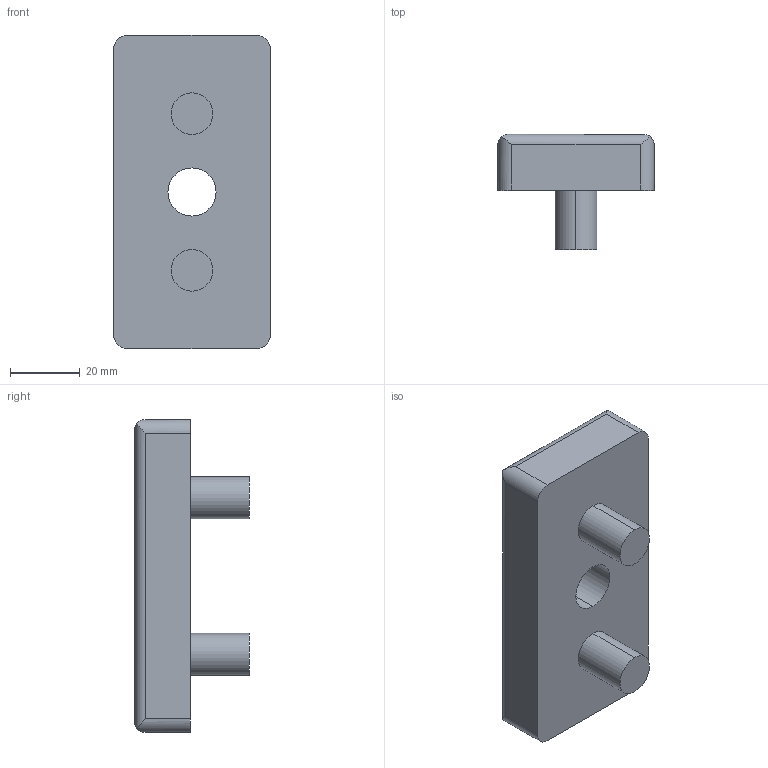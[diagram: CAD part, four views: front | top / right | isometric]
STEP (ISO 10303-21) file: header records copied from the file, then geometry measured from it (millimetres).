
FILE_DESCRIPTION (( 'STEP AP214' ), '1' );
FILE_NAME ('-6431130', '2019-02-04T08:19:20', ( '' ), ('JUGARD+KÜNSTNER GmbH'), 'SwSTEP 2.0', 'SolidWorks 2017', '' );
FILE_SCHEMA (( 'AUTOMOTIVE_DESIGN' ));
Length unit declared in the file: millimetre
Products named in the file (1): -6431130_CNAJF00
Bounding box: 45 x 33 x 90 mm (x, y, z)
Volume: 64068.6 mm3; surface area: 15423.7 mm2
Topology: 1 solids, 1 shells, 34 faces, 78 edges, 52 vertices
Faces by surface type: cylinder 22, plane 12
Entity records: 1244 total; most frequent: CARTESIAN_POINT 271, DIRECTION 168, ORIENTED_EDGE 156, EDGE_CURVE 78, AXIS2_PLACEMENT_3D 67, VERTEX_POINT 52, EDGE_LOOP 42, FACE_OUTER_BOUND 34
